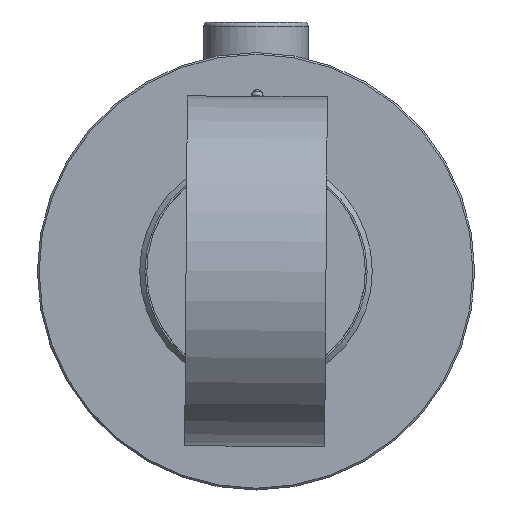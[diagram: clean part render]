
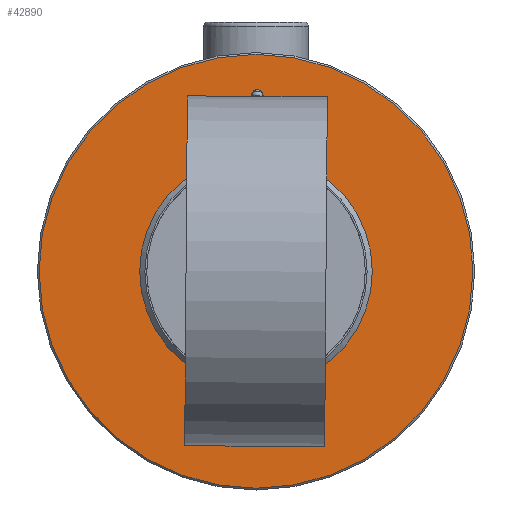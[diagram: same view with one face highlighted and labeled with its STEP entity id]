
A CAD part, front view. The second image highlights one B-rep face of the part: STEP entity #42890.
In plain terms, the highlighted planar face has unit normal (0, -1, 0).
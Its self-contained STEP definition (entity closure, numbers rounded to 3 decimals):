
#42856=CARTESIAN_POINT('',(0.,-422.,124.));
#42857=VERTEX_POINT('',#42856);
#42858=CARTESIAN_POINT('',(0.0,-422.,0.));
#42859=DIRECTION('',(0.0,1.0,0.0));
#42860=DIRECTION('',(0.0,0.0,-1.0));
#42861=AXIS2_PLACEMENT_3D('',#42858,#42859,#42860);
#42862=CIRCLE('',#42861,124.);
#42863=EDGE_CURVE('',#42857,#42857,#42862,.T.);
#42871=CARTESIAN_POINT('',(0.0,-422.0,95.75));
#42872=DIRECTION('',(0.0,-1.0,0.0));
#42873=DIRECTION('',(0.0,0.0,-1.0));
#42874=AXIS2_PLACEMENT_3D('',#42871,#42872,#42873);
#42875=PLANE('',#42874);
#42876=ORIENTED_EDGE('',*,*,#42863,.F.);
#42877=EDGE_LOOP('',(#42876));
#42878=FACE_OUTER_BOUND('',#42877,.T.);
#42879=CARTESIAN_POINT('',(0.0,-422.0,66.5));
#42880=VERTEX_POINT('',#42879);
#42881=CARTESIAN_POINT('',(0.0,-422.,0.));
#42882=DIRECTION('',(0.0,1.0,0.));
#42883=DIRECTION('',(0.0,0.,1.0));
#42884=AXIS2_PLACEMENT_3D('',#42881,#42882,#42883);
#42885=CIRCLE('',#42884,66.5);
#42886=EDGE_CURVE('',#42880,#42880,#42885,.T.);
#42887=ORIENTED_EDGE('',*,*,#42886,.T.);
#42888=EDGE_LOOP('',(#42887));
#42889=FACE_BOUND('',#42888,.T.);
#42890=ADVANCED_FACE('',(#42878,#42889),#42875,.T.);
